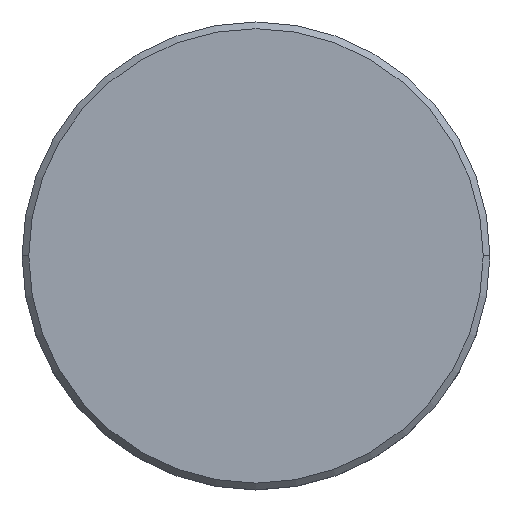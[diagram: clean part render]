
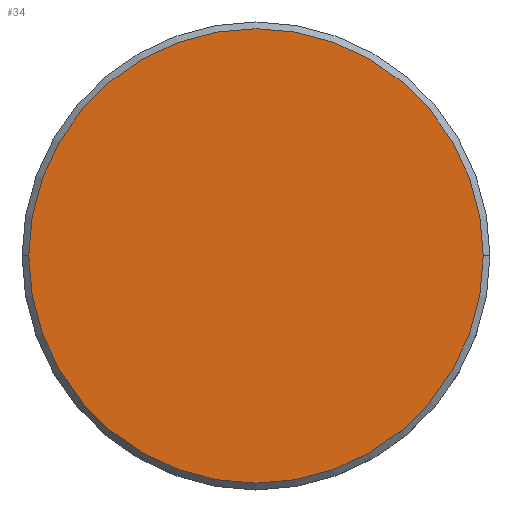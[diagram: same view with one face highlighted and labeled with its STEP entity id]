
A CAD part, top view. The second image highlights one B-rep face of the part: STEP entity #34.
In plain terms, the highlighted planar face has unit normal (0, 0, 1).
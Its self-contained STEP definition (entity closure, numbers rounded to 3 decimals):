
#34 = ADVANCED_FACE ( 'NONE', ( #367 ), #722, .T. ) ;
#58 = ORIENTED_EDGE ( 'NONE', *, *, #786, .T. ) ;
#178 = DIRECTION ( 'NONE',  ( 0., 0., 1. ) ) ;
#195 = CARTESIAN_POINT ( 'NONE',  ( -17., 0., 0. ) ) ;
#202 = DIRECTION ( 'NONE',  ( 1., 0., 0. ) ) ;
#301 = ORIENTED_EDGE ( 'NONE', *, *, #461, .T. ) ;
#321 = VERTEX_POINT ( 'NONE', #195 ) ;
#359 = CARTESIAN_POINT ( 'NONE',  ( 0., 0., 0. ) ) ;
#367 = FACE_OUTER_BOUND ( 'NONE', #1173, .T. ) ;
#381 = DIRECTION ( 'NONE',  ( 0., 0., 1. ) ) ;
#461 = EDGE_CURVE ( 'NONE', #934, #321, #682, .T. ) ;
#472 = CIRCLE ( 'NONE', #1117, 17. ) ;
#508 = DIRECTION ( 'NONE',  ( 1., 0., 0. ) ) ;
#613 = CARTESIAN_POINT ( 'NONE',  ( 0., 0., 0. ) ) ;
#682 = CIRCLE ( 'NONE', #978, 17. ) ;
#722 = PLANE ( 'NONE',  #1115 ) ;
#786 = EDGE_CURVE ( 'NONE', #321, #934, #472, .T. ) ;
#880 = DIRECTION ( 'NONE',  ( 0., 0., 1. ) ) ;
#934 = VERTEX_POINT ( 'NONE', #947 ) ;
#947 = CARTESIAN_POINT ( 'NONE',  ( 17., 0., 0. ) ) ;
#978 = AXIS2_PLACEMENT_3D ( 'NONE', #613, #880, #508 ) ;
#1086 = DIRECTION ( 'NONE',  ( 1., 0., 0. ) ) ;
#1110 = CARTESIAN_POINT ( 'NONE',  ( 0., 0., 0. ) ) ;
#1115 = AXIS2_PLACEMENT_3D ( 'NONE', #359, #178, #1086 ) ;
#1117 = AXIS2_PLACEMENT_3D ( 'NONE', #1110, #381, #202 ) ;
#1173 = EDGE_LOOP ( 'NONE', ( #58, #301 ) ) ;
